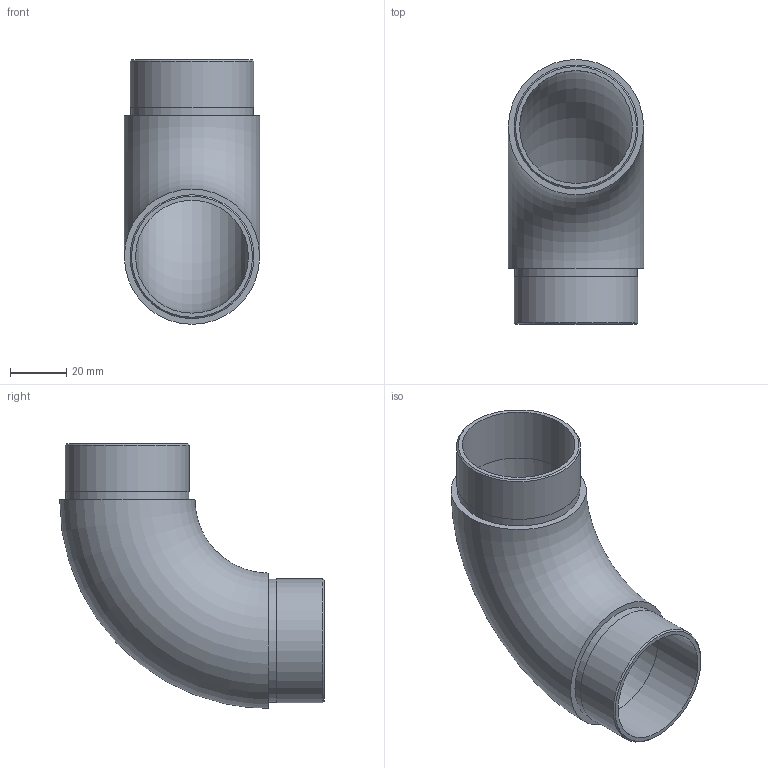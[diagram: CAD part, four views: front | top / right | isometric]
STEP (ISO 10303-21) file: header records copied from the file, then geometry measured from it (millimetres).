
FILE_DESCRIPTION (( 'STEP AP203' ), '1' );
FILE_NAME ('56162-320.step', '2020-02-18T10:23:24', ( '' ), ( '' ), 'SwSTEP 2.0', 'SolidWorks 2015', '' );
FILE_SCHEMA (( 'CONFIG_CONTROL_DESIGN' ));
Length unit declared in the file: millimetre
Products named in the file (2): 56162-320
Bounding box: 48.3 x 94.5 x 94.5 mm (x, y, z)
Volume: 54180.6 mm3; surface area: 33776.7 mm2
Topology: 1 solids, 1 shells, 239 faces, 629 edges, 419 vertices
Faces by surface type: bspline 109, plane 97, cylinder 29, torus 2, cone 2
Full cylindrical faces by diameter (mm): 40.3 x2, 43.8 x2, 44.2 x2
Entity records: 11855 total; most frequent: CARTESIAN_POINT 6586, ORIENTED_EDGE 1232, DIRECTION 726, EDGE_CURVE 616, VERTEX_POINT 416, EDGE_LOOP 278, VECTOR 278, LINE 278
